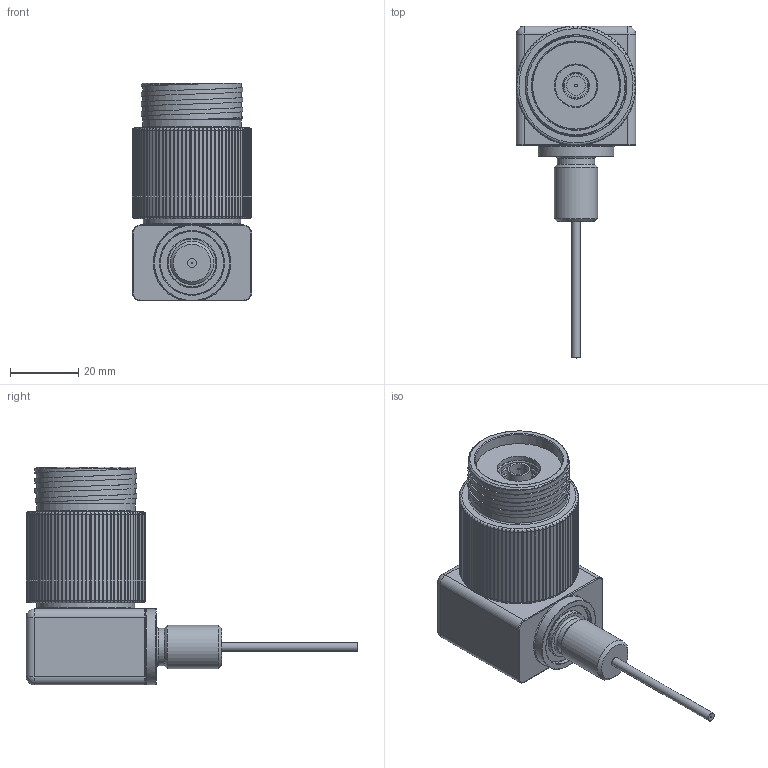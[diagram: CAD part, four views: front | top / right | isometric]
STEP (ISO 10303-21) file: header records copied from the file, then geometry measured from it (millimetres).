
FILE_DESCRIPTION(/* description */ ('','CAx-IF Rec.Pracs.---Representation and Presentation of Product Manufacturing Information (PMI)---4.0---2014-10-13'),/* implementation_level */ '2;1');
FILE_NAME(/* name */ 'HF50CXBHRAF RADLSA-M.stp',/* time_stamp */ '2024-04-23T10:19:32+02:00',/* author */ ('sh'),/* organization */ (''),/* preprocessor_version */ 'ST-DEVELOPER v19.2',/* originating_system */ 'Autodesk Inventor 2023',/* authorisation */ '');
FILE_SCHEMA (('AP242_MANAGED_MODEL_BASED_3D_ENGINEERING_MIM_LF { 1 0 10303 442 1 1 4 }'));
Length unit declared in the file: millimetre
Products named in the file (1): 01506183
Bounding box: 34.92 x 97.03 x 63.71 mm (x, y, z)
Volume: 55414.5 mm3; surface area: 23125 mm2
Topology: 2 solids, 4 shells, 441 faces, 1169 edges, 756 vertices
Faces by surface type: plane 224, cylinder 152, torus 40, bspline 14, cone 7, sphere 4
Full cylindrical faces by diameter (mm): 0.381 x1, 0.762 x1, 2.54 x1, 2.845 x1, 3.759 x1, 5.588 x1, 6.858 x1, 6.909 x1, 6.96 x1, 7.493 x1, 7.874 x2, 8.484 x1, 8.89 x1, 10.922 x1, 12.7 x6, 14.275 x1, 15.875 x1, 17.475 x1, 18.694 x1, 19.05 x1, 22.225 x1, 23.749 x1, 25.4 x1, 25.654 x1, 28.575 x2, 28.804 x1, 28.956 x3, 29.743 x3, 30.048 x2, 31.267 x1
Entity records: 17768 total; most frequent: CARTESIAN_POINT 6818, ORIENTED_EDGE 2328, DIRECTION 1981, EDGE_CURVE 1164, AXIS2_PLACEMENT_3D 813, VERTEX_POINT 756, EDGE_LOOP 470, STYLED_ITEM 446
